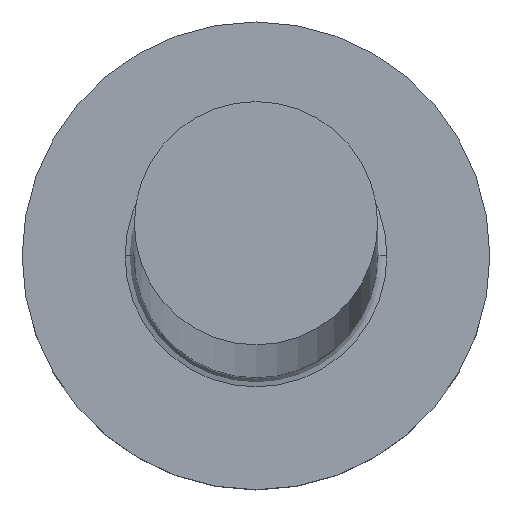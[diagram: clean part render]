
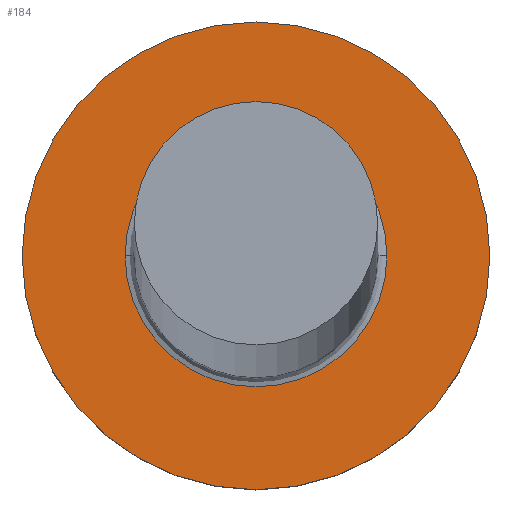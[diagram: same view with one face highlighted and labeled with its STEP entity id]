
A CAD part, top view. The second image highlights one B-rep face of the part: STEP entity #184.
In plain terms, the highlighted planar face has unit normal (0, 0, 1).
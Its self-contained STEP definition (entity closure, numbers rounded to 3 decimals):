
#12 = CARTESIAN_POINT ( 'NONE',  ( -2.8, 0., 3. ) ) ;
#16 = EDGE_LOOP ( 'NONE', ( #146, #56 ) ) ;
#20 = AXIS2_PLACEMENT_3D ( 'NONE', #172, #94, #265 ) ;
#22 = PLANE ( 'NONE',  #20 ) ;
#26 = DIRECTION ( 'NONE',  ( 0., 0., -1. ) ) ;
#33 = EDGE_CURVE ( 'NONE', #233, #86, #220, .T. ) ;
#38 = DIRECTION ( 'NONE',  ( 0., 0., 1. ) ) ;
#43 = FACE_OUTER_BOUND ( 'NONE', #16, .T. ) ;
#56 = ORIENTED_EDGE ( 'NONE', *, *, #275, .T. ) ;
#61 = CARTESIAN_POINT ( 'NONE',  ( 0., 0., 3. ) ) ;
#64 = FACE_BOUND ( 'NONE', #83, .T. ) ;
#75 = CARTESIAN_POINT ( 'NONE',  ( 0., 0., 3. ) ) ;
#83 = EDGE_LOOP ( 'NONE', ( #234, #161 ) ) ;
#86 = VERTEX_POINT ( 'NONE', #289 ) ;
#94 = DIRECTION ( 'NONE',  ( 0., 0., 1. ) ) ;
#114 = CIRCLE ( 'NONE', #286, 2.8 ) ;
#132 = EDGE_CURVE ( 'NONE', #278, #302, #269, .T. ) ;
#146 = ORIENTED_EDGE ( 'NONE', *, *, #33, .T. ) ;
#151 = CARTESIAN_POINT ( 'NONE',  ( -5., 0., 3. ) ) ;
#161 = ORIENTED_EDGE ( 'NONE', *, *, #180, .T. ) ;
#172 = CARTESIAN_POINT ( 'NONE',  ( 0., 0., 3. ) ) ;
#180 = EDGE_CURVE ( 'NONE', #302, #278, #114, .T. ) ;
#184 = ADVANCED_FACE ( 'NONE', ( #64, #43 ), #22, .T. ) ;
#186 = DIRECTION ( 'NONE',  ( 1., 0., 0. ) ) ;
#193 = CIRCLE ( 'NONE', #221, 5. ) ;
#200 = DIRECTION ( 'NONE',  ( 1., 0., 0. ) ) ;
#218 = CARTESIAN_POINT ( 'NONE',  ( 0., 0., 3. ) ) ;
#219 = DIRECTION ( 'NONE',  ( 1., 0., 0. ) ) ;
#220 = CIRCLE ( 'NONE', #268, 5. ) ;
#221 = AXIS2_PLACEMENT_3D ( 'NONE', #75, #224, #200 ) ;
#224 = DIRECTION ( 'NONE',  ( 0., 0., 1. ) ) ;
#225 = CARTESIAN_POINT ( 'NONE',  ( 2.8, 0., 3. ) ) ;
#227 = AXIS2_PLACEMENT_3D ( 'NONE', #261, #264, #219 ) ;
#233 = VERTEX_POINT ( 'NONE', #151 ) ;
#234 = ORIENTED_EDGE ( 'NONE', *, *, #132, .T. ) ;
#240 = DIRECTION ( 'NONE',  ( 1., 0., 0. ) ) ;
#261 = CARTESIAN_POINT ( 'NONE',  ( 0., 0., 3. ) ) ;
#264 = DIRECTION ( 'NONE',  ( 0., 0., -1. ) ) ;
#265 = DIRECTION ( 'NONE',  ( 1., 0., 0. ) ) ;
#268 = AXIS2_PLACEMENT_3D ( 'NONE', #61, #38, #186 ) ;
#269 = CIRCLE ( 'NONE', #227, 2.8 ) ;
#275 = EDGE_CURVE ( 'NONE', #86, #233, #193, .T. ) ;
#278 = VERTEX_POINT ( 'NONE', #225 ) ;
#286 = AXIS2_PLACEMENT_3D ( 'NONE', #218, #26, #240 ) ;
#289 = CARTESIAN_POINT ( 'NONE',  ( 5., 0., 3. ) ) ;
#302 = VERTEX_POINT ( 'NONE', #12 ) ;
